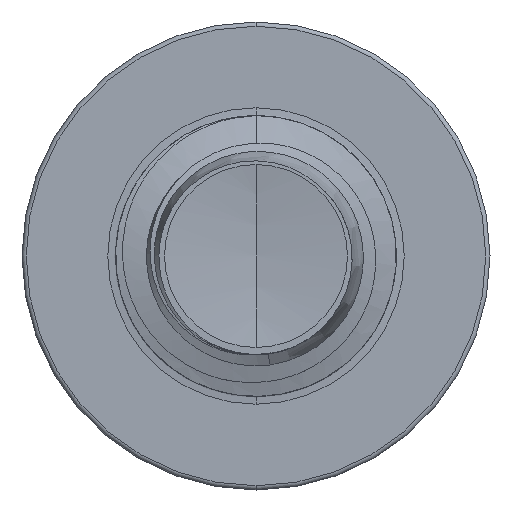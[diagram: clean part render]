
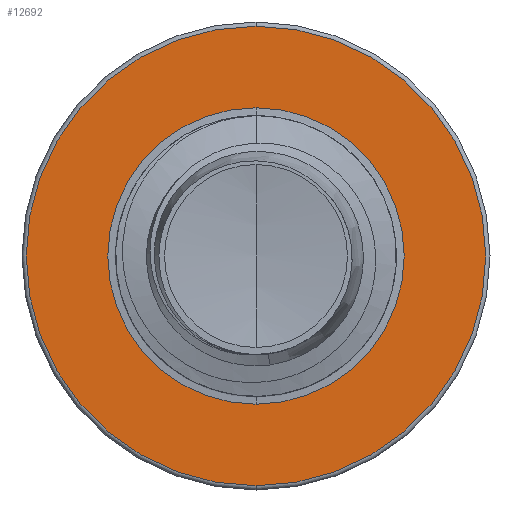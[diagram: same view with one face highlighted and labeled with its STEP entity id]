
A CAD part, front view. The second image highlights one B-rep face of the part: STEP entity #12692.
In plain terms, the highlighted planar face has unit normal (0, -1, 0).
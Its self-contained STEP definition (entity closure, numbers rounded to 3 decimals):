
#371 = FACE_BOUND ( 'NONE', #13859, .T. ) ;
#1396 = CIRCLE ( 'NONE', #3653, 2.375 ) ;
#1445 = DIRECTION ( 'NONE',  ( 0., 1., 0. ) ) ;
#1826 = CARTESIAN_POINT ( 'NONE',  ( 0., 8., 0. ) ) ;
#2276 = CARTESIAN_POINT ( 'NONE',  ( 0., 8., -2.375 ) ) ;
#3615 = DIRECTION ( 'NONE',  ( 0., 0., 1. ) ) ;
#3653 = AXIS2_PLACEMENT_3D ( 'NONE', #1826, #13826, #3615 ) ;
#3740 = ORIENTED_EDGE ( 'NONE', *, *, #13035, .F. ) ;
#3917 = CIRCLE ( 'NONE', #16384, 2.375 ) ;
#4024 = CARTESIAN_POINT ( 'NONE',  ( 0., 8., 0. ) ) ;
#4033 = DIRECTION ( 'NONE',  ( 0., 1., 0. ) ) ;
#4051 = DIRECTION ( 'NONE',  ( 0., 1., 0. ) ) ;
#5793 = DIRECTION ( 'NONE',  ( 0., 0., 1. ) ) ;
#6624 = VERTEX_POINT ( 'NONE', #16307 ) ;
#7899 = EDGE_LOOP ( 'NONE', ( #12868, #3740 ) ) ;
#9008 = AXIS2_PLACEMENT_3D ( 'NONE', #2276, #4051, #15810 ) ;
#11012 = ORIENTED_EDGE ( 'NONE', *, *, #18224, .T. ) ;
#11231 = AXIS2_PLACEMENT_3D ( 'NONE', #14208, #4033, #15789 ) ;
#11852 = CARTESIAN_POINT ( 'NONE',  ( 0., 8., 0. ) ) ;
#12094 = CARTESIAN_POINT ( 'NONE',  ( 0., 8., 2.375 ) ) ;
#12692 = ADVANCED_FACE ( 'NONE', ( #18129, #371 ), #17194, .F. ) ;
#12868 = ORIENTED_EDGE ( 'NONE', *, *, #19484, .F. ) ;
#13035 = EDGE_CURVE ( 'NONE', #6624, #14716, #20793, .T. ) ;
#13470 = VERTEX_POINT ( 'NONE', #17426 ) ;
#13474 = DIRECTION ( 'NONE',  ( 0., 0., 1. ) ) ;
#13826 = DIRECTION ( 'NONE',  ( 0., 1., 0. ) ) ;
#13859 = EDGE_LOOP ( 'NONE', ( #14351, #11012 ) ) ;
#14208 = CARTESIAN_POINT ( 'NONE',  ( 0., 8., 0. ) ) ;
#14351 = ORIENTED_EDGE ( 'NONE', *, *, #18462, .T. ) ;
#14597 = VERTEX_POINT ( 'NONE', #12094 ) ;
#14716 = VERTEX_POINT ( 'NONE', #15784 ) ;
#15778 = DIRECTION ( 'NONE',  ( 0., 1., 0. ) ) ;
#15784 = CARTESIAN_POINT ( 'NONE',  ( 0., 8., 3.683 ) ) ;
#15789 = DIRECTION ( 'NONE',  ( 0., 0., 1. ) ) ;
#15810 = DIRECTION ( 'NONE',  ( 0., 0., 1. ) ) ;
#16307 = CARTESIAN_POINT ( 'NONE',  ( 0., 8., -3.682 ) ) ;
#16384 = AXIS2_PLACEMENT_3D ( 'NONE', #11852, #1445, #13474 ) ;
#17194 = PLANE ( 'NONE',  #9008 ) ;
#17426 = CARTESIAN_POINT ( 'NONE',  ( 0., 8., -2.375 ) ) ;
#18129 = FACE_OUTER_BOUND ( 'NONE', #7899, .T. ) ;
#18224 = EDGE_CURVE ( 'NONE', #13470, #14597, #3917, .T. ) ;
#18462 = EDGE_CURVE ( 'NONE', #14597, #13470, #1396, .T. ) ;
#18916 = AXIS2_PLACEMENT_3D ( 'NONE', #4024, #15778, #5793 ) ;
#19484 = EDGE_CURVE ( 'NONE', #14716, #6624, #19974, .T. ) ;
#19974 = CIRCLE ( 'NONE', #18916, 3.683 ) ;
#20793 = CIRCLE ( 'NONE', #11231, 3.683 ) ;
